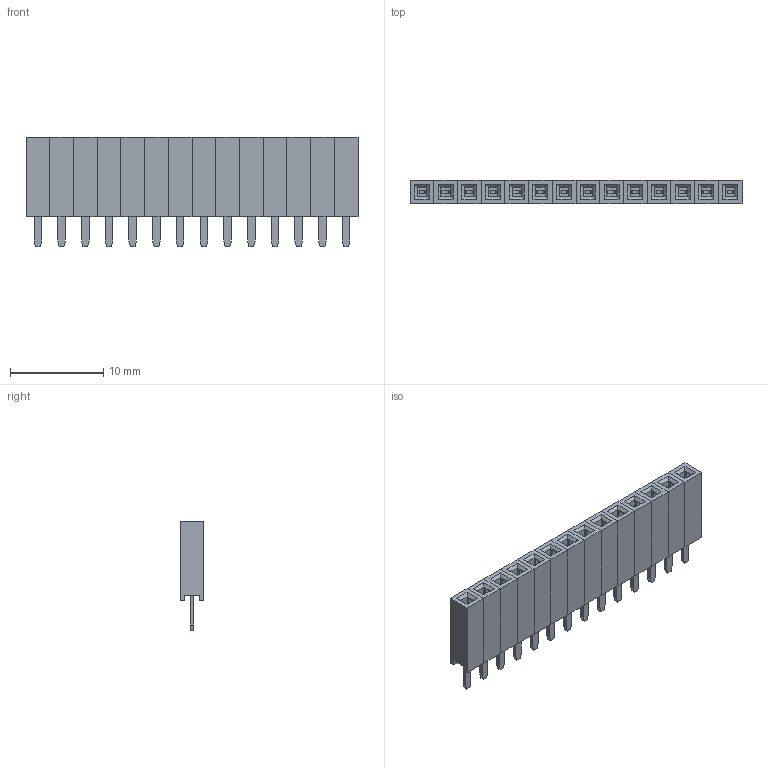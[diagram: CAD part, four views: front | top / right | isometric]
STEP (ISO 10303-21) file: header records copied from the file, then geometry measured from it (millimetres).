
FILE_DESCRIPTION (( 'STEP AP214' ), '1' );
FILE_NAME ('User Library-HeaderRangLuocDonThang2.54mm.STEP', '2017-11-30T13:59:49', ( '' ), ( '' ), 'SwSTEP 2.0', 'SolidWorks 2017', '' );
FILE_SCHEMA (( 'AUTOMOTIVE_DESIGN' ));
Length unit declared in the file: millimetre
Products named in the file (1): User Library-HeaderRangLuocDonThang2.54mm
Bounding box: 35.56 x 2.54 x 11.7 mm (x, y, z)
Volume: 640.1 mm3; surface area: 2425.8 mm2
Topology: 14 solids, 14 shells, 672 faces, 1876 edges, 1232 vertices
Faces by surface type: plane 658, cylinder 14
Entity records: 28715 total; most frequent: CARTESIAN_POINT 3781, ORIENTED_EDGE 3752, DIRECTION 3250, EDGE_CURVE 1876, LINE 1848, VECTOR 1848, VERTEX_POINT 1232, EDGE_LOOP 728
